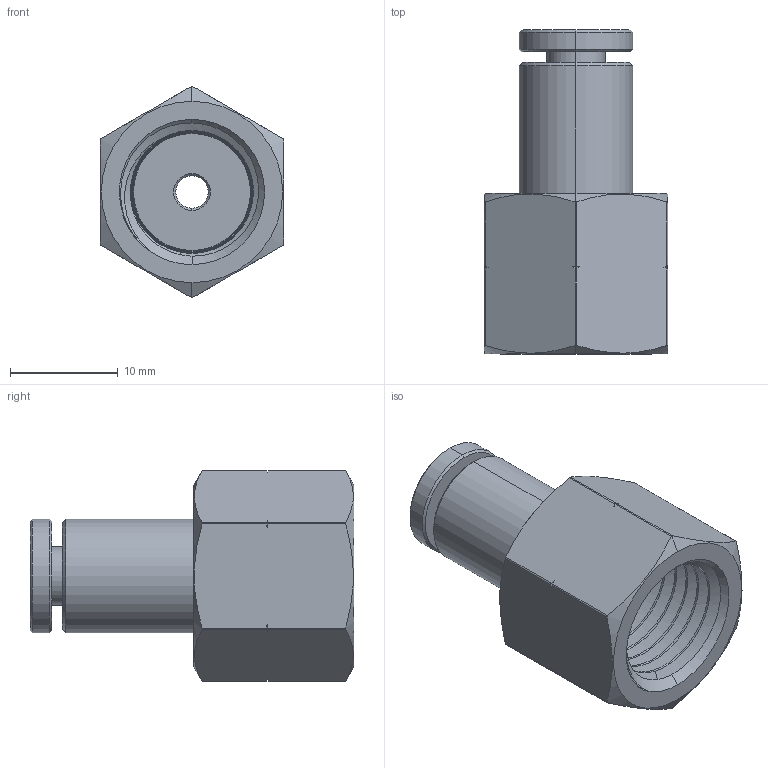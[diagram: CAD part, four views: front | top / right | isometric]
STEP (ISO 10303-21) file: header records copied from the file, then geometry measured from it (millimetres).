
FILE_DESCRIPTION (( 'STEP AP203' ), '1' );
FILE_NAME ('FCS5-32N1-4W.step', '2017-01-04T21:14:37', ( '' ), ( '' ), 'SwSTEP 2.0', 'SolidWorks 2016', '' );
FILE_SCHEMA (( 'CONFIG_CONTROL_DESIGN' ));
Products named in the file (1): FCS5-32N1-4W
Bounding box: 17 x 30.01 x 19.58 mm (x, y, z)
Volume: 3185.4 mm3; surface area: 3834 mm2
Topology: 5 solids, 5 shells, 317 faces, 878 edges, 575 vertices
Faces by surface type: cone 129, plane 100, cylinder 62, bspline 26
Entity records: 49307 total; most frequent: CARTESIAN_POINT 41719, ORIENTED_EDGE 1756, DIRECTION 1341, EDGE_CURVE 878, VERTEX_POINT 575, AXIS2_PLACEMENT_3D 548, B_SPLINE_CURVE_WITH_KNOTS 377, EDGE_LOOP 331
